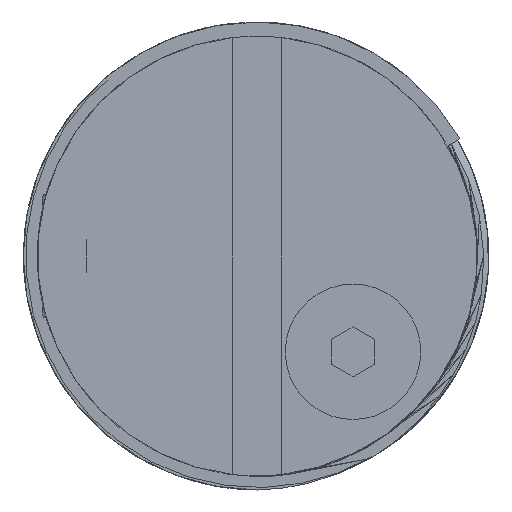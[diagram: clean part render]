
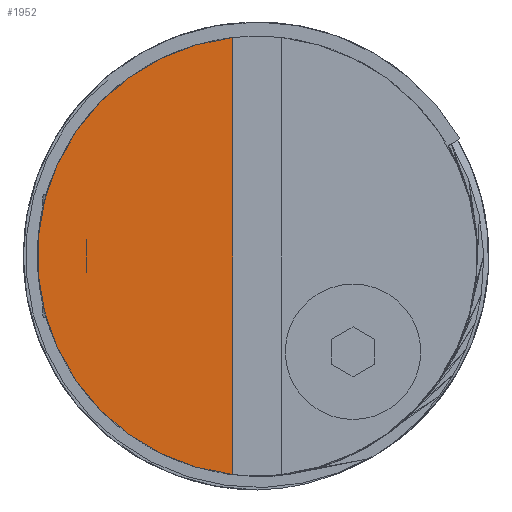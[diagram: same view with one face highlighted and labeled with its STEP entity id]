
A CAD part, left-side view. The second image highlights one B-rep face of the part: STEP entity #1952.
In plain terms, the highlighted planar face has unit normal (-1, 0, 0).
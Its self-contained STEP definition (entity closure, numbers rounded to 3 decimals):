
#34=PLANE('',#2114);
#152=FACE_OUTER_BOUND('',#264,.T.);
#264=EDGE_LOOP('',(#1730,#1731));
#292=CIRCLE('',#2063,17.85);
#553=LINE('',#11346,#674);
#674=VECTOR('',#2489,1000.);
#839=VERTEX_POINT('',#7300);
#840=VERTEX_POINT('',#7302);
#1105=EDGE_CURVE('',#840,#839,#292,.T.);
#1174=EDGE_CURVE('',#839,#840,#553,.T.);
#1730=ORIENTED_EDGE('',*,*,#1174,.T.);
#1731=ORIENTED_EDGE('',*,*,#1105,.T.);
#1952=ADVANCED_FACE('',(#152),#34,.T.);
#2063=AXIS2_PLACEMENT_3D('',#7303,#2353,#2354);
#2114=AXIS2_PLACEMENT_3D('',#11345,#2487,#2488);
#2353=DIRECTION('center_axis',(-1.,0.,0.));
#2354=DIRECTION('ref_axis',(0.,0.,1.));
#2487=DIRECTION('center_axis',(-1.,0.,0.));
#2488=DIRECTION('ref_axis',(0.,0.,1.));
#2489=DIRECTION('',(0.,0.,1.));
#7300=CARTESIAN_POINT('',(-86.5,2.,-17.738));
#7302=CARTESIAN_POINT('',(-86.5,2.,17.738));
#7303=CARTESIAN_POINT('Origin',(-86.5,0.,0.));
#11345=CARTESIAN_POINT('Origin',(-86.5,0.,0.));
#11346=CARTESIAN_POINT('',(-86.5,2.,-19.));
